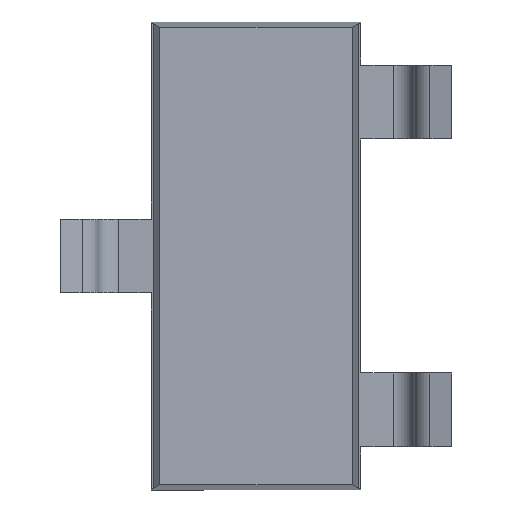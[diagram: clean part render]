
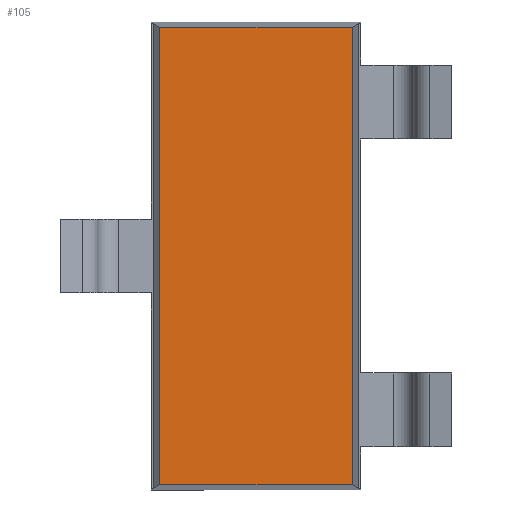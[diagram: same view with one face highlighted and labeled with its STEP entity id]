
A CAD part, front view. The second image highlights one B-rep face of the part: STEP entity #105.
In plain terms, the highlighted planar face has unit normal (0, -1, 0).
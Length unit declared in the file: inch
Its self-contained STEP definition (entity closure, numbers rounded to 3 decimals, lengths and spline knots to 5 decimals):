
#2 = VERTEX_POINT ( 'NONE', #1656 ) ;
#17 = ORIENTED_EDGE ( 'NONE', *, *, #1519, .F. ) ;
#83 = CARTESIAN_POINT ( 'NONE',  ( 0.0235, -0.019, 0.057 ) ) ;
#105 = ADVANCED_FACE ( 'NONE', ( #239 ), #270, .F. ) ;
#133 = DIRECTION ( 'NONE',  ( 1., 0., 0. ) ) ;
#237 = CARTESIAN_POINT ( 'NONE',  ( 0.0235, -0.019, -0.05567 ) ) ;
#239 = FACE_OUTER_BOUND ( 'NONE', #529, .T. ) ;
#270 = PLANE ( 'NONE',  #807 ) ;
#304 = CARTESIAN_POINT ( 'NONE',  ( 0.0235, -0.019, 0.05567 ) ) ;
#310 = CARTESIAN_POINT ( 'NONE',  ( -0.03, -0.019, -0.05567 ) ) ;
#371 = EDGE_CURVE ( 'NONE', #1774, #2, #436, .T. ) ;
#436 = LINE ( 'NONE', #1488, #1483 ) ;
#529 = EDGE_LOOP ( 'NONE', ( #17, #740, #1078, #1441 ) ) ;
#552 = LINE ( 'NONE', #1028, #1212 ) ;
#682 = EDGE_CURVE ( 'NONE', #1774, #1589, #552, .T. ) ;
#740 = ORIENTED_EDGE ( 'NONE', *, *, #682, .F. ) ;
#773 = LINE ( 'NONE', #310, #1606 ) ;
#807 = AXIS2_PLACEMENT_3D ( 'NONE', #83, #887, #1303 ) ;
#821 = EDGE_CURVE ( 'NONE', #2, #1083, #773, .T. ) ;
#849 = DIRECTION ( 'NONE',  ( 0., 0., -1. ) ) ;
#887 = DIRECTION ( 'NONE',  ( 0., 1., 0. ) ) ;
#1002 = VECTOR ( 'NONE', #849, 39.37008 ) ;
#1028 = CARTESIAN_POINT ( 'NONE',  ( -0.03, -0.019, 0.05567 ) ) ;
#1078 = ORIENTED_EDGE ( 'NONE', *, *, #371, .T. ) ;
#1083 = VERTEX_POINT ( 'NONE', #237 ) ;
#1168 = LINE ( 'NONE', #1607, #1002 ) ;
#1212 = VECTOR ( 'NONE', #1720, 39.37008 ) ;
#1303 = DIRECTION ( 'NONE',  ( 0., 0., 1. ) ) ;
#1370 = CARTESIAN_POINT ( 'NONE',  ( -0.0235, -0.019, 0.05567 ) ) ;
#1441 = ORIENTED_EDGE ( 'NONE', *, *, #821, .T. ) ;
#1483 = VECTOR ( 'NONE', #1887, 39.37008 ) ;
#1488 = CARTESIAN_POINT ( 'NONE',  ( -0.0235, -0.019, 0.057 ) ) ;
#1519 = EDGE_CURVE ( 'NONE', #1589, #1083, #1168, .T. ) ;
#1589 = VERTEX_POINT ( 'NONE', #304 ) ;
#1606 = VECTOR ( 'NONE', #133, 39.37008 ) ;
#1607 = CARTESIAN_POINT ( 'NONE',  ( 0.0235, -0.019, 0.057 ) ) ;
#1656 = CARTESIAN_POINT ( 'NONE',  ( -0.0235, -0.019, -0.05567 ) ) ;
#1720 = DIRECTION ( 'NONE',  ( 1., 0., 0. ) ) ;
#1774 = VERTEX_POINT ( 'NONE', #1370 ) ;
#1887 = DIRECTION ( 'NONE',  ( 0., 0., -1. ) ) ;
